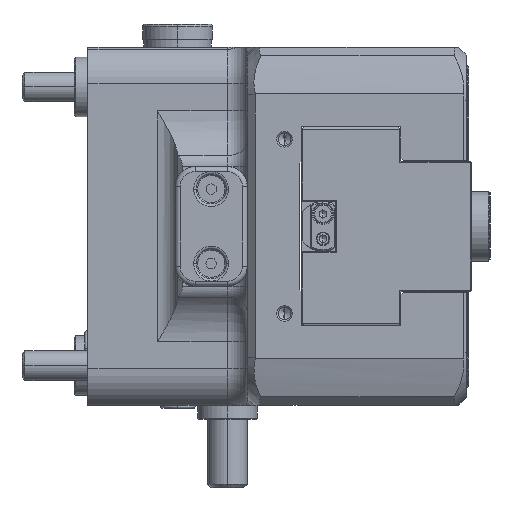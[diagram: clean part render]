
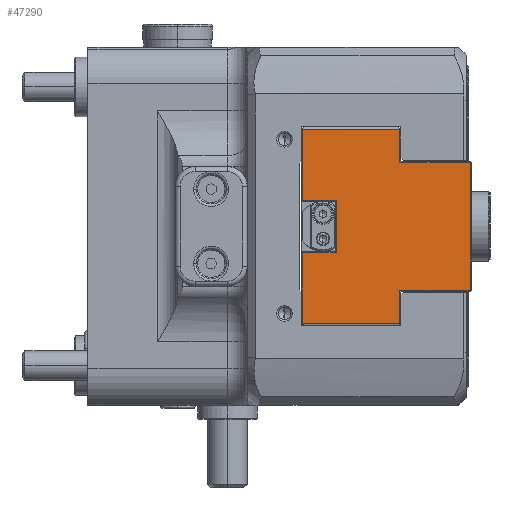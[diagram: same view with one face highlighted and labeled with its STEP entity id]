
A CAD part, left-side view. The second image highlights one B-rep face of the part: STEP entity #47290.
In plain terms, the highlighted planar face has unit normal (-1, 0, 0).
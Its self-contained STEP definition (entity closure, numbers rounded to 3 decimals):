
#132 = DIRECTION ( 'NONE',  ( 0., 0., -1. ) ) ;
#352 = VERTEX_POINT ( 'NONE', #2499 ) ;
#814 = VERTEX_POINT ( 'NONE', #37811 ) ;
#1759 = ORIENTED_EDGE ( 'NONE', *, *, #36528, .T. ) ;
#2176 = LINE ( 'NONE', #36533, #40597 ) ;
#2499 = CARTESIAN_POINT ( 'NONE',  ( -79.11, 14.372, -19.5 ) ) ;
#3206 = LINE ( 'NONE', #67610, #41633 ) ;
#3623 = CARTESIAN_POINT ( 'NONE',  ( -79.11, 0.2, 13. ) ) ;
#3692 = VERTEX_POINT ( 'NONE', #57304 ) ;
#3855 = VECTOR ( 'NONE', #45596, 1000. ) ;
#3906 = CARTESIAN_POINT ( 'NONE',  ( -79.11, 27.35, 5.25 ) ) ;
#5212 = LINE ( 'NONE', #45467, #31395 ) ;
#6113 = VERTEX_POINT ( 'NONE', #27930 ) ;
#6687 = VECTOR ( 'NONE', #15564, 1000. ) ;
#7204 = LINE ( 'NONE', #3906, #47199 ) ;
#7508 = VECTOR ( 'NONE', #27209, 1000. ) ;
#7693 = CARTESIAN_POINT ( 'NONE',  ( -79.11, 14.372, -12.8 ) ) ;
#8648 = DIRECTION ( 'NONE',  ( 0., 0., 1. ) ) ;
#8945 = DIRECTION ( 'NONE',  ( 0., 1., 0. ) ) ;
#9261 = VERTEX_POINT ( 'NONE', #67031 ) ;
#9438 = AXIS2_PLACEMENT_3D ( 'NONE', #27992, #64557, #33289 ) ;
#10295 = CARTESIAN_POINT ( 'NONE',  ( -79.11, 14.172, -19.5 ) ) ;
#10531 = CARTESIAN_POINT ( 'NONE',  ( -79.11, 33.95, 5.25 ) ) ;
#11308 = ORIENTED_EDGE ( 'NONE', *, *, #18631, .T. ) ;
#12843 = CARTESIAN_POINT ( 'NONE',  ( -79.11, 33.95, -19.5 ) ) ;
#15070 = ORIENTED_EDGE ( 'NONE', *, *, #47287, .T. ) ;
#15564 = DIRECTION ( 'NONE',  ( 0., -1., 0. ) ) ;
#17173 = VERTEX_POINT ( 'NONE', #12843 ) ;
#18631 = EDGE_CURVE ( 'NONE', #61361, #39423, #61754, .T. ) ;
#20004 = VECTOR ( 'NONE', #49115, 1000. ) ;
#20357 = VECTOR ( 'NONE', #43505, 1000. ) ;
#20914 = DIRECTION ( 'NONE',  ( 0., 0., -1. ) ) ;
#23635 = VECTOR ( 'NONE', #132, 1000. ) ;
#25294 = EDGE_CURVE ( 'NONE', #41999, #27582, #7204, .T. ) ;
#25730 = VERTEX_POINT ( 'NONE', #43803 ) ;
#27209 = DIRECTION ( 'NONE',  ( 0., 0., 1. ) ) ;
#27582 = VERTEX_POINT ( 'NONE', #54854 ) ;
#27930 = CARTESIAN_POINT ( 'NONE',  ( -79.11, 27.15, -5.25 ) ) ;
#27992 = CARTESIAN_POINT ( 'NONE',  ( -79.11, 0., 0. ) ) ;
#28039 = CARTESIAN_POINT ( 'NONE',  ( -79.11, 14.372, 19.5 ) ) ;
#30162 = CARTESIAN_POINT ( 'NONE',  ( -79.11, 33.95, -5.25 ) ) ;
#31395 = VECTOR ( 'NONE', #8945, 1000. ) ;
#31720 = LINE ( 'NONE', #30162, #3855 ) ;
#32394 = CARTESIAN_POINT ( 'NONE',  ( -79.11, 33.95, -19.5 ) ) ;
#32709 = FACE_OUTER_BOUND ( 'NONE', #60402, .T. ) ;
#33289 = DIRECTION ( 'NONE',  ( 0., 0., -1. ) ) ;
#34813 = ORIENTED_EDGE ( 'NONE', *, *, #53165, .T. ) ;
#35923 = EDGE_CURVE ( 'NONE', #17173, #352, #62289, .T. ) ;
#36017 = LINE ( 'NONE', #42930, #51461 ) ;
#36528 = EDGE_CURVE ( 'NONE', #352, #55586, #62214, .T. ) ;
#36533 = CARTESIAN_POINT ( 'NONE',  ( -79.11, 33.95, -19.5 ) ) ;
#36910 = ORIENTED_EDGE ( 'NONE', *, *, #38278, .T. ) ;
#37583 = LINE ( 'NONE', #57493, #23635 ) ;
#37811 = CARTESIAN_POINT ( 'NONE',  ( -79.11, 0.2, 12.8 ) ) ;
#38278 = EDGE_CURVE ( 'NONE', #55586, #3692, #36017, .T. ) ;
#39423 = VERTEX_POINT ( 'NONE', #28039 ) ;
#40597 = VECTOR ( 'NONE', #20914, 1000. ) ;
#40656 = EDGE_CURVE ( 'NONE', #6113, #9261, #31720, .T. ) ;
#41504 = DIRECTION ( 'NONE',  ( 0., 1., 0. ) ) ;
#41633 = VECTOR ( 'NONE', #41504, 1000. ) ;
#41999 = VERTEX_POINT ( 'NONE', #10531 ) ;
#42930 = CARTESIAN_POINT ( 'NONE',  ( -79.11, 0., -12.8 ) ) ;
#43449 = VECTOR ( 'NONE', #8648, 1000. ) ;
#43505 = DIRECTION ( 'NONE',  ( 0., 0., -1. ) ) ;
#43803 = CARTESIAN_POINT ( 'NONE',  ( -79.11, 33.95, 19.5 ) ) ;
#43909 = CARTESIAN_POINT ( 'NONE',  ( -79.11, 14.372, 19.5 ) ) ;
#44314 = EDGE_CURVE ( 'NONE', #39423, #25730, #5212, .T. ) ;
#45442 = ORIENTED_EDGE ( 'NONE', *, *, #35923, .T. ) ;
#45467 = CARTESIAN_POINT ( 'NONE',  ( -79.11, 34.15, 19.5 ) ) ;
#45596 = DIRECTION ( 'NONE',  ( 0., 1., 0. ) ) ;
#45768 = ORIENTED_EDGE ( 'NONE', *, *, #25294, .T. ) ;
#47193 = EDGE_CURVE ( 'NONE', #27582, #6113, #37583, .T. ) ;
#47199 = VECTOR ( 'NONE', #56206, 1000. ) ;
#47287 = EDGE_CURVE ( 'NONE', #9261, #17173, #60448, .T. ) ;
#47290 = ADVANCED_FACE ( 'NONE', ( #32709 ), #53995, .T. ) ;
#48096 = DIRECTION ( 'NONE',  ( 0., -1., 0. ) ) ;
#49115 = DIRECTION ( 'NONE',  ( 0., 0., 1. ) ) ;
#51461 = VECTOR ( 'NONE', #48096, 1000. ) ;
#52027 = ORIENTED_EDGE ( 'NONE', *, *, #47193, .T. ) ;
#53165 = EDGE_CURVE ( 'NONE', #25730, #41999, #2176, .T. ) ;
#53995 = PLANE ( 'NONE',  #9438 ) ;
#54854 = CARTESIAN_POINT ( 'NONE',  ( -79.11, 27.15, 5.25 ) ) ;
#55586 = VERTEX_POINT ( 'NONE', #7693 ) ;
#56206 = DIRECTION ( 'NONE',  ( 0., -1., 0. ) ) ;
#57167 = ORIENTED_EDGE ( 'NONE', *, *, #44314, .T. ) ;
#57304 = CARTESIAN_POINT ( 'NONE',  ( -79.11, 0.2, -12.8 ) ) ;
#57376 = LINE ( 'NONE', #3623, #43449 ) ;
#57493 = CARTESIAN_POINT ( 'NONE',  ( -79.11, 27.15, -5.05 ) ) ;
#59666 = CARTESIAN_POINT ( 'NONE',  ( -79.11, 14.372, 12.8 ) ) ;
#60402 = EDGE_LOOP ( 'NONE', ( #34813, #45768, #52027, #64555, #15070, #45442, #1759, #36910, #64870, #64452, #11308, #57167 ) ) ;
#60448 = LINE ( 'NONE', #32394, #20357 ) ;
#61361 = VERTEX_POINT ( 'NONE', #59666 ) ;
#61754 = LINE ( 'NONE', #43909, #20004 ) ;
#61942 = EDGE_CURVE ( 'NONE', #3692, #814, #57376, .T. ) ;
#62214 = LINE ( 'NONE', #63745, #7508 ) ;
#62289 = LINE ( 'NONE', #10295, #6687 ) ;
#63745 = CARTESIAN_POINT ( 'NONE',  ( -79.11, 14.372, -12.8 ) ) ;
#63791 = EDGE_CURVE ( 'NONE', #814, #61361, #3206, .T. ) ;
#64452 = ORIENTED_EDGE ( 'NONE', *, *, #63791, .T. ) ;
#64555 = ORIENTED_EDGE ( 'NONE', *, *, #40656, .T. ) ;
#64557 = DIRECTION ( 'NONE',  ( -1., 0., 0. ) ) ;
#64870 = ORIENTED_EDGE ( 'NONE', *, *, #61942, .T. ) ;
#67031 = CARTESIAN_POINT ( 'NONE',  ( -79.11, 33.95, -5.25 ) ) ;
#67610 = CARTESIAN_POINT ( 'NONE',  ( -79.11, 14.172, 12.8 ) ) ;
